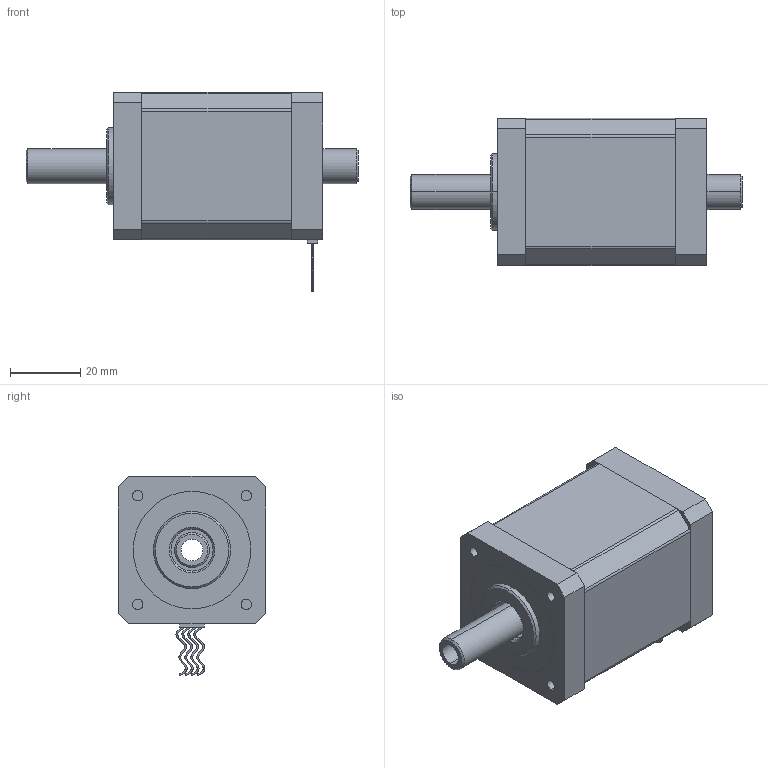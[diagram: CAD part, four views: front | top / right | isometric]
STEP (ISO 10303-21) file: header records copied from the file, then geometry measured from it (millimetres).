
FILE_DESCRIPTION (( 'STEP AP214' ), '1' );
FILE_NAME ('42HS6022B4K.STEP', '2023-02-20T02:04:56', ( 'Windows 蚚誧' ), ( 'Organization' ), 'SwSTEP 2.0', 'SolidWorks 2021', '' );
FILE_SCHEMA (( 'AUTOMOTIVE_DESIGN' ));
Length unit declared in the file: millimetre
Products named in the file (1): 42HS6022B4K
Bounding box: 94.7 x 42 x 56.79 mm (x, y, z)
Volume: 102825.1 mm3; surface area: 24282.2 mm2
Topology: 5 solids, 5 shells, 208 faces, 512 edges, 336 vertices
Faces by surface type: plane 128, cylinder 56, cone 8, bspline 8, torus 8
Entity records: 8349 total; most frequent: CARTESIAN_POINT 2937, ORIENTED_EDGE 1024, DIRECTION 1002, EDGE_CURVE 512, AXIS2_PLACEMENT_3D 361, VERTEX_POINT 336, LINE 280, VECTOR 280
